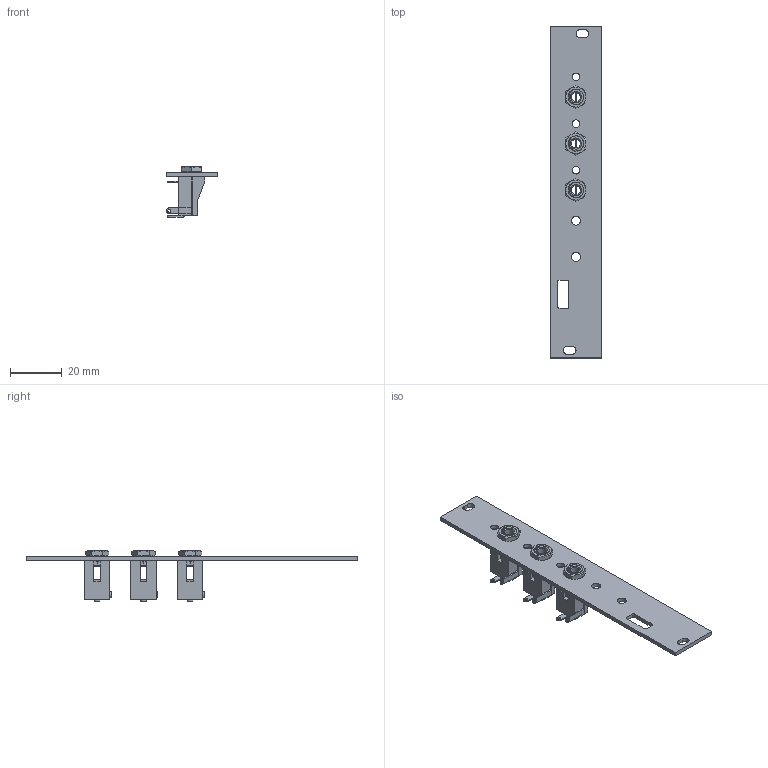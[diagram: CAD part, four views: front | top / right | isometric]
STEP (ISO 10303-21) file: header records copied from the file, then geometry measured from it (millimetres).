
FILE_DESCRIPTION(('KiCad electronic assembly'),'2;1');
FILE_NAME('Ball_Base_Panel.step','2022-03-08T16:32:29',('Pcbnew'),( 'Kicad'),'Open CASCADE STEP processor 7.5','KiCad to STEP converter' ,'Unknown');
FILE_SCHEMA(('AUTOMOTIVE_DESIGN { 1 0 10303 214 1 1 1 1 }'));
Length unit declared in the file: millimetre
Products named in the file (8): Ball_Base_Panel 1; PJ302M_Hex_nut; SOLID; Ball_Base_Panel PCB
Assembly tree (9 placements, depth 3):
  Ball_Base_Panel 1
    PJ302M_Hex_nut  x3
      SOLID
      SOLID
      SOLID
      SOLID
      SOLID
    Ball_Base_Panel PCB
Bounding box: 20 x 128.5 x 19.5 mm (x, y, z)
Volume: 6226.4 mm3; surface area: 10964.9 mm2
Topology: 16 solids, 16 shells, 501 faces, 1281 edges, 791 vertices
Faces by surface type: bspline 471, cylinder 16, plane 14
Full cylindrical faces by diameter (mm): 3 x3, 3.5 x2, 6.1 x3
Entity records: 13609 total; most frequent: CARTESIAN_POINT 6528, B_SPLINE_CURVE_WITH_KNOTS 1052, ORIENTED_EDGE 968, PCURVE 966, DEFINITIONAL_REPRESENTATION 966, EDGE_CURVE 483, SURFACE_CURVE 466, DIRECTION 332
